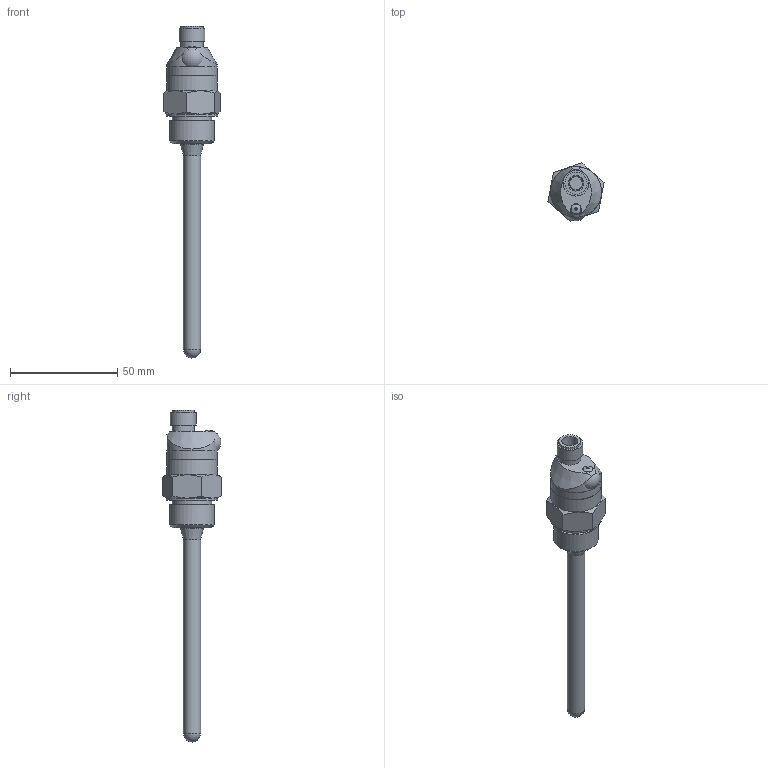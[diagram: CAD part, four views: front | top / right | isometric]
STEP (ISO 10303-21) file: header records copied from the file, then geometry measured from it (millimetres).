
FILE_DESCRIPTION(/* description */ ('Unknown'),/* implementation_level */ '2;1');
FILE_NAME(/* name */ 'CLS-23_N-21-C-_-G1_2_E100',/* time_stamp */ '2022-06-21T07:24:57+02:00',/* author */ ('Unknown'),/* organization */ ('Unknown'),/* preprocessor_version */ 'ST-DEVELOPER v18.1',/* originating_system */ 'Solid Edge',/* authorisation */ 'Unknown');
FILE_SCHEMA (('AUTOMOTIVE_DESIGN {1 0 10303 214 3 1 1}'));
Length unit declared in the file: millimetre
Products named in the file (1): CLS-23_N-21-C-_-G1_2_E100
Bounding box: 26.2 x 27.21 x 154.9 mm (x, y, z)
Volume: 23242.1 mm3; surface area: 8165.2 mm2
Topology: 1 solids, 3 shells, 77 faces, 183 edges, 118 vertices
Faces by surface type: plane 28, cone 24, cylinder 17, torus 7, sphere 1
Full cylindrical faces by diameter (mm): 7.4 x1, 8 x1, 10.4 x2, 10.9 x1, 12 x1, 18.4 x1, 20.955 x1, 22.5 x1, 23.6 x1, 24 x1
Entity records: 2761 total; most frequent: CARTESIAN_POINT 594, DIRECTION 324, ORIENTED_EDGE 292, AXIS2_PLACEMENT_3D 153, EDGE_CURVE 146, FACE_BOUND 111, EDGE_LOOP 110, VERTEX_POINT 105
